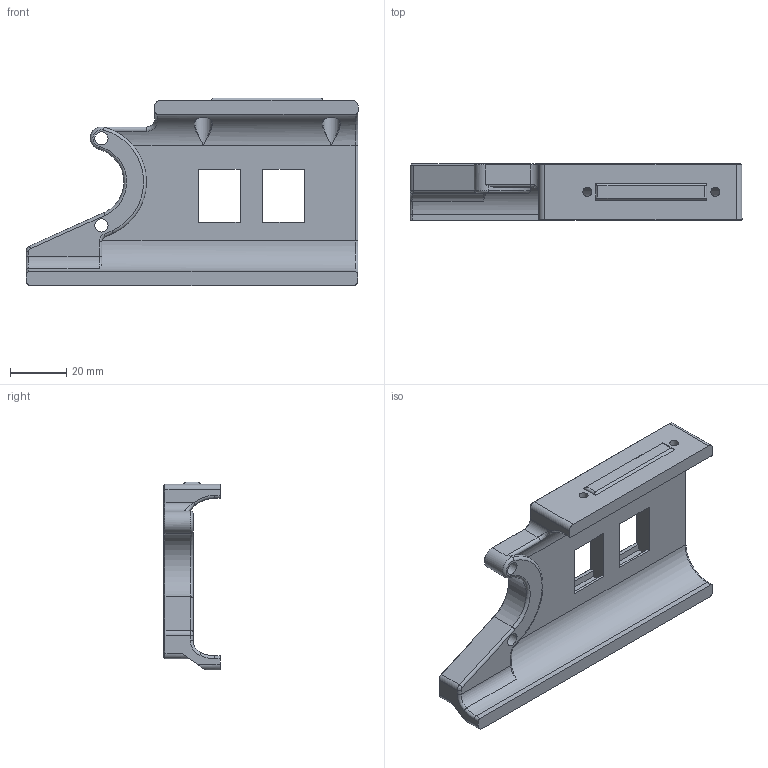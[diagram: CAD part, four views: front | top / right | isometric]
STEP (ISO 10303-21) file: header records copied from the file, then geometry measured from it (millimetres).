
FILE_DESCRIPTION(/* description */ (''),/* implementation_level */ '2;1');
FILE_NAME(/* name */ 'Keystone Skirt Blank.step',/* time_stamp */ '2022-07-17T23:34:20-06:00',/* author */ (''),/* organization */ (''),/* preprocessor_version */ 'ST-DEVELOPER v19',/* originating_system */ 'Autodesk Translation Framework v11.7.0.108',/* authorisation */ '');
FILE_SCHEMA (('AUTOMOTIVE_DESIGN { 1 0 10303 214 3 1 1 }'));
Length unit declared in the file: millimetre
Products named in the file (1): Keystone Skirt
Bounding box: 118 x 20 x 66.8 mm (x, y, z)
Volume: 52222.1 mm3; surface area: 19900 mm2
Topology: 1 solids, 1 shells, 120 faces, 305 edges, 185 vertices
Faces by surface type: plane 63, cylinder 33, torus 10, cone 10, bspline 4
Full cylindrical faces by diameter (mm): 3.2 x2, 4.7 x3, 6 x2
Entity records: 4086 total; most frequent: CARTESIAN_POINT 1132, DIRECTION 610, ORIENTED_EDGE 602, EDGE_CURVE 301, AXIS2_PLACEMENT_3D 206, LINE 198, VECTOR 198, VERTEX_POINT 185
